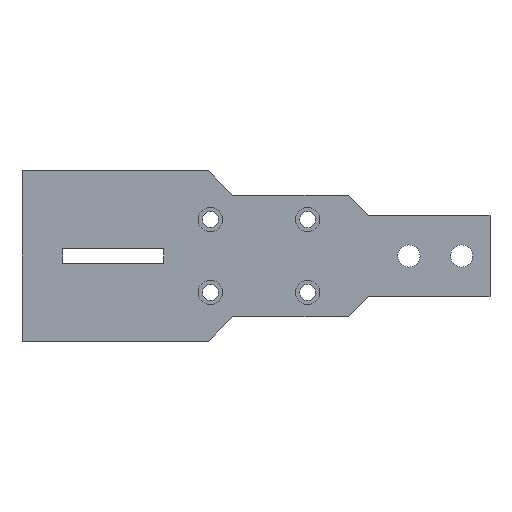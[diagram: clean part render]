
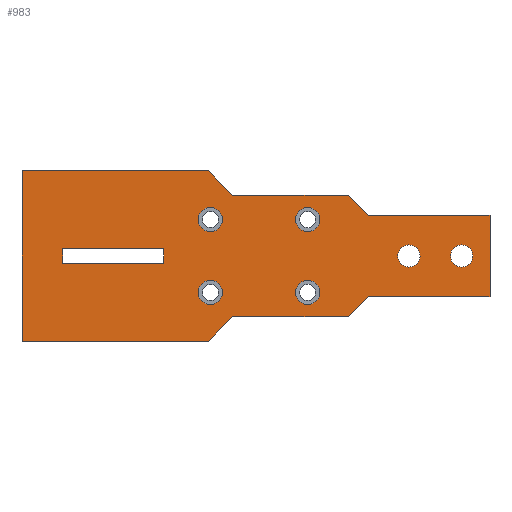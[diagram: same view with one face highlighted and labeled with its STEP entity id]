
A CAD part, front view. The second image highlights one B-rep face of the part: STEP entity #983.
In plain terms, the highlighted planar face has unit normal (0, -1, 0).
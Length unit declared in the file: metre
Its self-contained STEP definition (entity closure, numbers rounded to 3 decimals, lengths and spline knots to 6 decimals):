
#13=CIRCLE('',#1013,0.00275);
#15=CIRCLE('',#1016,0.00275);
#24=CIRCLE('',#1061,0.003);
#25=CIRCLE('',#1062,0.003);
#26=CIRCLE('',#1063,0.003);
#27=CIRCLE('',#1064,0.003);
#244=ORIENTED_EDGE('',*,*,#382,.F.);
#245=ORIENTED_EDGE('',*,*,#377,.F.);
#246=ORIENTED_EDGE('',*,*,#384,.F.);
#247=ORIENTED_EDGE('',*,*,#356,.F.);
#248=ORIENTED_EDGE('',*,*,#346,.F.);
#249=ORIENTED_EDGE('',*,*,#340,.T.);
#250=ORIENTED_EDGE('',*,*,#383,.F.);
#251=ORIENTED_EDGE('',*,*,#374,.F.);
#252=ORIENTED_EDGE('',*,*,#381,.F.);
#253=ORIENTED_EDGE('',*,*,#379,.F.);
#254=ORIENTED_EDGE('',*,*,#302,.F.);
#255=ORIENTED_EDGE('',*,*,#299,.F.);
#256=ORIENTED_EDGE('',*,*,#416,.F.);
#257=ORIENTED_EDGE('',*,*,#417,.F.);
#258=ORIENTED_EDGE('',*,*,#418,.F.);
#259=ORIENTED_EDGE('',*,*,#419,.F.);
#260=ORIENTED_EDGE('',*,*,#409,.F.);
#261=ORIENTED_EDGE('',*,*,#407,.T.);
#262=ORIENTED_EDGE('',*,*,#413,.T.);
#263=ORIENTED_EDGE('',*,*,#411,.F.);
#264=ORIENTED_EDGE('',*,*,#308,.T.);
#265=ORIENTED_EDGE('',*,*,#306,.T.);
#299=EDGE_CURVE('',#426,#428,#519,.T.);
#302=EDGE_CURVE('',#428,#430,#522,.T.);
#306=EDGE_CURVE('',#433,#433,#13,.F.);
#308=EDGE_CURVE('',#435,#435,#15,.F.);
#340=EDGE_CURVE('',#466,#465,#548,.T.);
#346=EDGE_CURVE('',#466,#471,#554,.T.);
#356=EDGE_CURVE('',#471,#479,#564,.F.);
#374=EDGE_CURVE('',#492,#493,#582,.T.);
#377=EDGE_CURVE('',#494,#495,#585,.T.);
#379=EDGE_CURVE('',#430,#496,#587,.T.);
#381=EDGE_CURVE('',#496,#492,#589,.F.);
#382=EDGE_CURVE('',#495,#426,#590,.T.);
#383=EDGE_CURVE('',#493,#465,#591,.T.);
#384=EDGE_CURVE('',#479,#494,#592,.T.);
#407=EDGE_CURVE('',#507,#506,#615,.T.);
#409=EDGE_CURVE('',#507,#508,#617,.T.);
#411=EDGE_CURVE('',#508,#509,#619,.T.);
#413=EDGE_CURVE('',#506,#509,#621,.T.);
#416=EDGE_CURVE('',#510,#510,#24,.T.);
#417=EDGE_CURVE('',#511,#511,#25,.T.);
#418=EDGE_CURVE('',#512,#512,#26,.T.);
#419=EDGE_CURVE('',#513,#513,#27,.T.);
#426=VERTEX_POINT('',#1338);
#428=VERTEX_POINT('',#1341);
#430=VERTEX_POINT('',#1347);
#433=VERTEX_POINT('',#1355);
#435=VERTEX_POINT('',#1360);
#465=VERTEX_POINT('',#1427);
#466=VERTEX_POINT('',#1429);
#471=VERTEX_POINT('',#1441);
#479=VERTEX_POINT('',#1460);
#492=VERTEX_POINT('',#1493);
#493=VERTEX_POINT('',#1495);
#494=VERTEX_POINT('',#1499);
#495=VERTEX_POINT('',#1501);
#496=VERTEX_POINT('',#1505);
#506=VERTEX_POINT('',#1559);
#507=VERTEX_POINT('',#1561);
#508=VERTEX_POINT('',#1565);
#509=VERTEX_POINT('',#1569);
#510=VERTEX_POINT('',#1579);
#511=VERTEX_POINT('',#1581);
#512=VERTEX_POINT('',#1583);
#513=VERTEX_POINT('',#1585);
#519=LINE('',#1340,#627);
#522=LINE('',#1346,#630);
#548=LINE('',#1428,#656);
#554=LINE('',#1440,#662);
#564=LINE('',#1459,#672);
#582=LINE('',#1494,#690);
#585=LINE('',#1500,#693);
#587=LINE('',#1504,#695);
#589=LINE('',#1508,#697);
#590=LINE('',#1510,#698);
#591=LINE('',#1512,#699);
#592=LINE('',#1514,#700);
#615=LINE('',#1560,#723);
#617=LINE('',#1564,#725);
#619=LINE('',#1568,#727);
#621=LINE('',#1572,#729);
#627=VECTOR('',#1086,1.);
#630=VECTOR('',#1091,1.);
#656=VECTOR('',#1157,1.);
#662=VECTOR('',#1165,1.);
#672=VECTOR('',#1177,1.);
#690=VECTOR('',#1201,1.);
#693=VECTOR('',#1206,1.);
#695=VECTOR('',#1210,1.);
#697=VECTOR('',#1214,1.);
#698=VECTOR('',#1217,1.);
#699=VECTOR('',#1220,1.);
#700=VECTOR('',#1223,1.);
#723=VECTOR('',#1272,1.);
#725=VECTOR('',#1276,1.);
#727=VECTOR('',#1280,1.);
#729=VECTOR('',#1284,1.);
#790=EDGE_LOOP('',(#244,#245,#246,#247,#248,#249,#250,#251,#252,#253,#254,
#255));
#791=EDGE_LOOP('',(#256));
#792=EDGE_LOOP('',(#257));
#793=EDGE_LOOP('',(#258));
#794=EDGE_LOOP('',(#259));
#795=EDGE_LOOP('',(#260,#261,#262,#263));
#796=EDGE_LOOP('',(#264));
#797=EDGE_LOOP('',(#265));
#874=FACE_BOUND('',#790,.T.);
#875=FACE_BOUND('',#791,.T.);
#876=FACE_BOUND('',#792,.T.);
#877=FACE_BOUND('',#793,.T.);
#878=FACE_BOUND('',#794,.T.);
#879=FACE_BOUND('',#795,.T.);
#880=FACE_BOUND('',#796,.T.);
#881=FACE_BOUND('',#797,.T.);
#935=PLANE('',#1060);
#983=ADVANCED_FACE('',(#874,#875,#876,#877,#878,#879,#880,#881),#935,.T.);
#1013=AXIS2_PLACEMENT_3D('',#1354,#1098,#1099);
#1016=AXIS2_PLACEMENT_3D('',#1359,#1104,#1105);
#1060=AXIS2_PLACEMENT_3D('',#1577,#1291,#1292);
#1061=AXIS2_PLACEMENT_3D('',#1578,#1293,#1294);
#1062=AXIS2_PLACEMENT_3D('',#1580,#1295,#1296);
#1063=AXIS2_PLACEMENT_3D('',#1582,#1297,#1298);
#1064=AXIS2_PLACEMENT_3D('',#1584,#1299,#1300);
#1086=DIRECTION('',(1.,0.,0.));
#1091=DIRECTION('',(0.,0.,-1.));
#1098=DIRECTION('',(0.,-1.,0.));
#1099=DIRECTION('',(1.,0.,0.));
#1104=DIRECTION('',(0.,-1.,0.));
#1105=DIRECTION('',(1.,0.,0.));
#1157=DIRECTION('',(1.,0.,0.));
#1165=DIRECTION('',(0.,0.,1.));
#1177=DIRECTION('',(-1.,0.,0.));
#1201=DIRECTION('',(-1.,0.,0.));
#1206=DIRECTION('',(1.,0.,0.));
#1210=DIRECTION('',(-1.,0.,0.));
#1214=DIRECTION('',(0.707,0.,0.707));
#1217=DIRECTION('',(0.707,0.,-0.707));
#1220=DIRECTION('',(-0.707,0.,-0.707));
#1223=DIRECTION('',(0.707,0.,-0.707));
#1272=DIRECTION('',(0.,0.,-1.));
#1276=DIRECTION('',(-1.,0.,0.));
#1280=DIRECTION('',(0.,0.,-1.));
#1284=DIRECTION('',(-1.,0.,0.));
#1291=DIRECTION('',(0.,-1.,0.));
#1292=DIRECTION('',(1.,0.,0.));
#1293=DIRECTION('',(0.,-1.,0.));
#1294=DIRECTION('',(1.,0.,0.));
#1295=DIRECTION('',(0.,-1.,0.));
#1296=DIRECTION('',(1.,0.,0.));
#1297=DIRECTION('',(0.,-1.,0.));
#1298=DIRECTION('',(1.,0.,0.));
#1299=DIRECTION('',(0.,-1.,0.));
#1300=DIRECTION('',(1.,0.,0.));
#1338=CARTESIAN_POINT('',(0.027,-0.018,0.01));
#1340=CARTESIAN_POINT('',(0.057,-0.018,0.01));
#1341=CARTESIAN_POINT('',(0.057,-0.018,0.01));
#1346=CARTESIAN_POINT('',(0.057,-0.018,0.));
#1347=CARTESIAN_POINT('',(0.057,-0.018,-0.01));
#1354=CARTESIAN_POINT('',(0.05,-0.018,0.));
#1355=CARTESIAN_POINT('',(0.05275,-0.018,0.));
#1359=CARTESIAN_POINT('',(0.037,-0.018,0.));
#1360=CARTESIAN_POINT('',(0.03975,-0.018,0.));
#1427=CARTESIAN_POINT('',(-0.0125,-0.018,-0.021));
#1428=CARTESIAN_POINT('',(-0.0375,-0.018,-0.021));
#1429=CARTESIAN_POINT('',(-0.0585,-0.018,-0.021));
#1440=CARTESIAN_POINT('',(-0.0585,-0.018,0.));
#1441=CARTESIAN_POINT('',(-0.0585,-0.018,0.021));
#1459=CARTESIAN_POINT('',(0.,-0.018,0.021));
#1460=CARTESIAN_POINT('',(-0.0125,-0.018,0.021));
#1493=CARTESIAN_POINT('',(0.022,-0.018,-0.015));
#1494=CARTESIAN_POINT('',(0.,-0.018,-0.015));
#1495=CARTESIAN_POINT('',(-0.0065,-0.018,-0.015));
#1499=CARTESIAN_POINT('',(-0.0065,-0.018,0.015));
#1500=CARTESIAN_POINT('',(0.,-0.018,0.015));
#1501=CARTESIAN_POINT('',(0.022,-0.018,0.015));
#1504=CARTESIAN_POINT('',(0.057,-0.018,-0.01));
#1505=CARTESIAN_POINT('',(0.027,-0.018,-0.01));
#1508=CARTESIAN_POINT('',(0.017,-0.018,-0.02));
#1510=CARTESIAN_POINT('',(0.027,-0.018,0.01));
#1512=CARTESIAN_POINT('',(-0.0065,-0.018,-0.015));
#1514=CARTESIAN_POINT('',(-0.0165,-0.018,0.025));
#1559=CARTESIAN_POINT('',(-0.0235,-0.018,-0.00175));
#1560=CARTESIAN_POINT('',(-0.0235,-0.018,0.));
#1561=CARTESIAN_POINT('',(-0.0235,-0.018,0.00175));
#1564=CARTESIAN_POINT('',(-0.036,-0.018,0.00175));
#1565=CARTESIAN_POINT('',(-0.0485,-0.018,0.00175));
#1568=CARTESIAN_POINT('',(-0.0485,-0.018,0.));
#1569=CARTESIAN_POINT('',(-0.0485,-0.018,-0.00175));
#1572=CARTESIAN_POINT('',(-0.036,-0.018,-0.00175));
#1577=CARTESIAN_POINT('',(0.,-0.018,0.));
#1578=CARTESIAN_POINT('',(-0.012,-0.018,-0.009));
#1579=CARTESIAN_POINT('',(-0.009,-0.018,-0.009));
#1580=CARTESIAN_POINT('',(0.012,-0.018,-0.009));
#1581=CARTESIAN_POINT('',(0.015,-0.018,-0.009));
#1582=CARTESIAN_POINT('',(0.012,-0.018,0.009));
#1583=CARTESIAN_POINT('',(0.015,-0.018,0.009));
#1584=CARTESIAN_POINT('',(-0.012,-0.018,0.009));
#1585=CARTESIAN_POINT('',(-0.009,-0.018,0.009));
